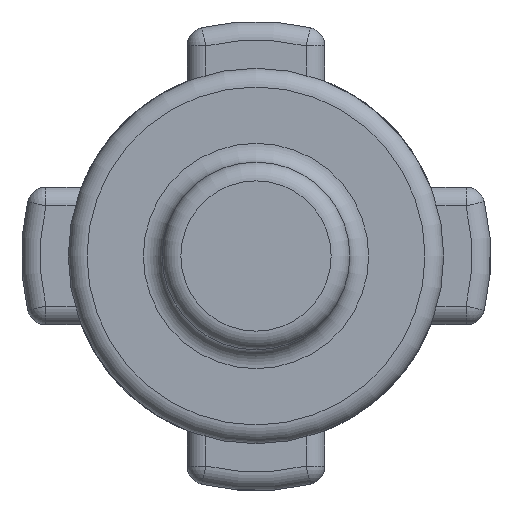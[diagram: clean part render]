
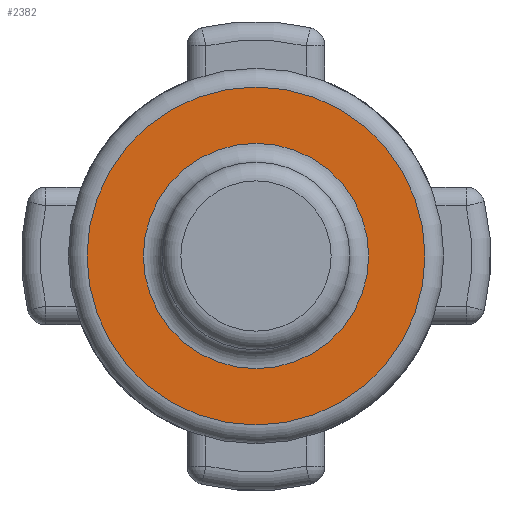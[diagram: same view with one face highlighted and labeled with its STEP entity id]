
A CAD part, left-side view. The second image highlights one B-rep face of the part: STEP entity #2382.
In plain terms, the highlighted planar face has unit normal (-1, 0, 0).
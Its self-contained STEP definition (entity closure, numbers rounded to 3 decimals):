
#18=FACE_BOUND('',#552,.T.);
#22=PLANE('',#2606);
#378=FACE_OUTER_BOUND('',#551,.T.);
#551=EDGE_LOOP('',(#1788,#1789));
#552=EDGE_LOOP('',(#1790));
#730=CIRCLE('',#2605,1.8);
#731=CIRCLE('',#2607,2.7);
#732=CIRCLE('',#2608,2.7);
#1045=VERTEX_POINT('',#6307);
#1046=VERTEX_POINT('',#6311);
#1047=VERTEX_POINT('',#6312);
#1304=EDGE_CURVE('',#1045,#1045,#730,.T.);
#1305=EDGE_CURVE('',#1046,#1047,#731,.T.);
#1306=EDGE_CURVE('',#1047,#1046,#732,.T.);
#1788=ORIENTED_EDGE('',*,*,#1305,.F.);
#1789=ORIENTED_EDGE('',*,*,#1306,.F.);
#1790=ORIENTED_EDGE('',*,*,#1304,.F.);
#2382=ADVANCED_FACE('',(#378,#18),#22,.F.);
#2605=AXIS2_PLACEMENT_3D('',#6309,#3071,#3072);
#2606=AXIS2_PLACEMENT_3D('',#6310,#3073,#3074);
#2607=AXIS2_PLACEMENT_3D('',#6313,#3075,#3076);
#2608=AXIS2_PLACEMENT_3D('',#6314,#3077,#3078);
#3071=DIRECTION('center_axis',(-1.,0.,0.));
#3072=DIRECTION('ref_axis',(0.,0.,-1.));
#3073=DIRECTION('center_axis',(1.,0.,0.));
#3074=DIRECTION('ref_axis',(0.,0.,-1.));
#3075=DIRECTION('center_axis',(1.,0.,0.));
#3076=DIRECTION('ref_axis',(0.,0.,-1.));
#3077=DIRECTION('center_axis',(1.,0.,0.));
#3078=DIRECTION('ref_axis',(0.,0.,-1.));
#6307=CARTESIAN_POINT('',(-11.4,0.,1.8));
#6309=CARTESIAN_POINT('Origin',(-11.4,0.,0.));
#6310=CARTESIAN_POINT('Origin',(-11.4,0.,0.));
#6311=CARTESIAN_POINT('',(-11.4,0.,2.7));
#6312=CARTESIAN_POINT('',(-11.4,0.,-2.7));
#6313=CARTESIAN_POINT('Origin',(-11.4,0.,0.));
#6314=CARTESIAN_POINT('Origin',(-11.4,0.,0.));
